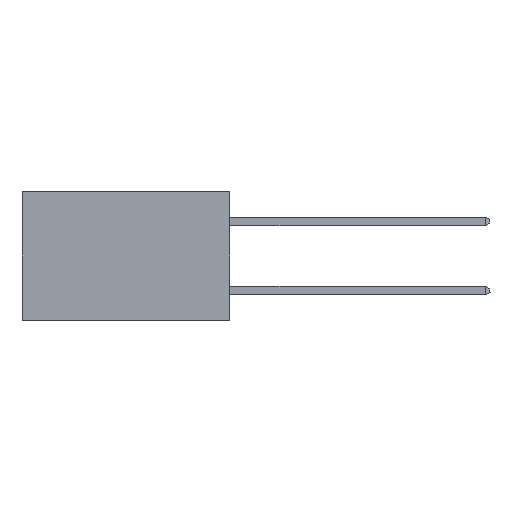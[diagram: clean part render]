
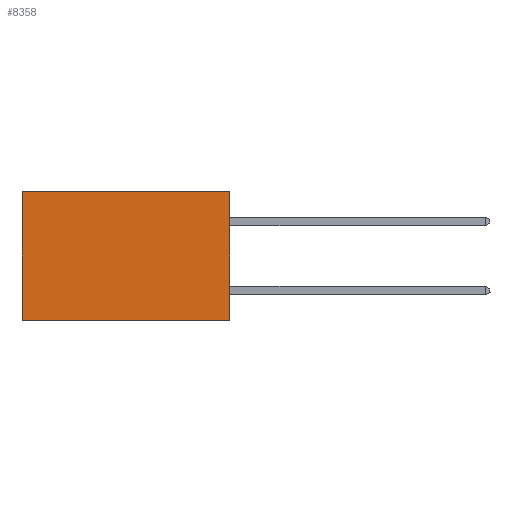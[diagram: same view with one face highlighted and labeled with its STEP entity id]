
A CAD part, left-side view. The second image highlights one B-rep face of the part: STEP entity #8358.
In plain terms, the highlighted planar face has unit normal (-1, 0, 0).
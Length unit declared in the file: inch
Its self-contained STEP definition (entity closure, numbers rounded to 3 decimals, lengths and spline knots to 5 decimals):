
#1027 = VERTEX_POINT ( 'NONE', #16862 ) ;
#1739 = ORIENTED_EDGE ( 'NONE', *, *, #6462, .T. ) ;
#4273 = CARTESIAN_POINT ( 'NONE',  ( 0.298, 0., 0. ) ) ;
#4360 = LINE ( 'NONE', #12887, #7270 ) ;
#4671 = CARTESIAN_POINT ( 'NONE',  ( 0.298, 0.6, 0. ) ) ;
#6103 = ORIENTED_EDGE ( 'NONE', *, *, #16912, .F. ) ;
#6218 = CARTESIAN_POINT ( 'NONE',  ( 0.298, 0.6, 0. ) ) ;
#6449 = PLANE ( 'NONE',  #24896 ) ;
#6462 = EDGE_CURVE ( 'NONE', #1027, #20460, #21868, .T. ) ;
#7270 = VECTOR ( 'NONE', #19137, 39.37008 ) ;
#7573 = VERTEX_POINT ( 'NONE', #14687 ) ;
#7846 = VECTOR ( 'NONE', #24192, 39.37008 ) ;
#8043 = VECTOR ( 'NONE', #24370, 39.37008 ) ;
#8358 = ADVANCED_FACE ( 'NONE', ( #8372 ), #6449, .F. ) ;
#8372 = FACE_OUTER_BOUND ( 'NONE', #9664, .T. ) ;
#9345 = LINE ( 'NONE', #6218, #8043 ) ;
#9664 = EDGE_LOOP ( 'NONE', ( #14677, #19598, #6103, #1739 ) ) ;
#9885 = LINE ( 'NONE', #4273, #22240 ) ;
#12887 = CARTESIAN_POINT ( 'NONE',  ( 0.298, 0., -0.37 ) ) ;
#14544 = CARTESIAN_POINT ( 'NONE',  ( 0.298, 0., 0. ) ) ;
#14677 = ORIENTED_EDGE ( 'NONE', *, *, #14930, .T. ) ;
#14687 = CARTESIAN_POINT ( 'NONE',  ( 0.298, 0., -0.37 ) ) ;
#14930 = EDGE_CURVE ( 'NONE', #20460, #23802, #9345, .T. ) ;
#16862 = CARTESIAN_POINT ( 'NONE',  ( 0.298, 0., 0. ) ) ;
#16912 = EDGE_CURVE ( 'NONE', #1027, #7573, #9885, .T. ) ;
#17987 = CARTESIAN_POINT ( 'NONE',  ( 0.298, 0., 0. ) ) ;
#18565 = DIRECTION ( 'NONE',  ( 1., 0., 0. ) ) ;
#19137 = DIRECTION ( 'NONE',  ( 0., 1., 0. ) ) ;
#19598 = ORIENTED_EDGE ( 'NONE', *, *, #24354, .F. ) ;
#20460 = VERTEX_POINT ( 'NONE', #4671 ) ;
#21868 = LINE ( 'NONE', #17987, #7846 ) ;
#22240 = VECTOR ( 'NONE', #24569, 39.37008 ) ;
#22584 = CARTESIAN_POINT ( 'NONE',  ( 0.298, 0.6, -0.37 ) ) ;
#23802 = VERTEX_POINT ( 'NONE', #22584 ) ;
#24192 = DIRECTION ( 'NONE',  ( 0., 1., 0. ) ) ;
#24354 = EDGE_CURVE ( 'NONE', #7573, #23802, #4360, .T. ) ;
#24370 = DIRECTION ( 'NONE',  ( 0., 0., -1. ) ) ;
#24569 = DIRECTION ( 'NONE',  ( 0., 0., -1. ) ) ;
#24687 = DIRECTION ( 'NONE',  ( 0., 0., -1. ) ) ;
#24896 = AXIS2_PLACEMENT_3D ( 'NONE', #14544, #18565, #24687 ) ;
